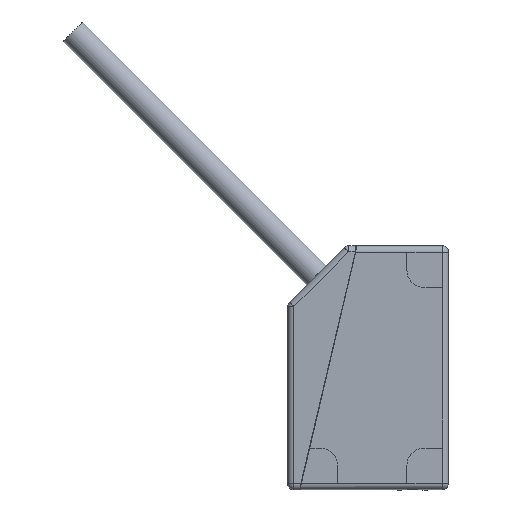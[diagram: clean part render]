
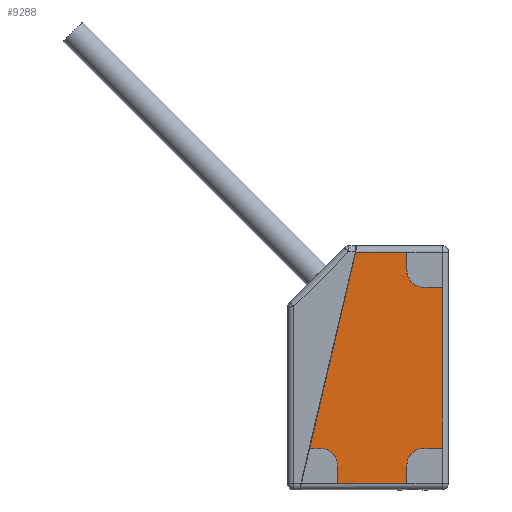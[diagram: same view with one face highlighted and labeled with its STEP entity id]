
A CAD part, top view. The second image highlights one B-rep face of the part: STEP entity #9288.
In plain terms, the highlighted planar face has unit normal (0, 0, 1).
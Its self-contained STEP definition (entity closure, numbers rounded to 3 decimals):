
#299=PLANE('',#10009);
#788=FACE_OUTER_BOUND('',#1292,.T.);
#1292=EDGE_LOOP('',(#7515,#7516,#7517,#7518,#7519,#7520,#7521,#7522,#7523,
#7524,#7525,#7526,#7527));
#1936=CIRCLE('',#10010,2.8);
#1937=CIRCLE('',#10011,2.8);
#1938=CIRCLE('',#10012,2.8);
#2533=LINE('',#16303,#3272);
#2537=LINE('',#16329,#3276);
#2547=LINE('',#16364,#3286);
#2553=LINE('',#16384,#3292);
#2554=LINE('',#16386,#3293);
#2555=LINE('',#16388,#3294);
#2556=LINE('',#16391,#3295);
#2557=LINE('',#16393,#3296);
#2558=LINE('',#16396,#3297);
#2559=LINE('',#16398,#3298);
#3272=VECTOR('',#11816,11.425);
#3276=VECTOR('',#11826,8.432);
#3286=VECTOR('',#11856,33.073);
#3292=VECTOR('',#11866,3.);
#3293=VECTOR('',#11867,26.4);
#3294=VECTOR('',#11868,3.);
#3295=VECTOR('',#11871,3.);
#3296=VECTOR('',#11872,1.758);
#3297=VECTOR('',#11875,3.);
#3298=VECTOR('',#11876,3.);
#4154=VERTEX_POINT('',#16300);
#4155=VERTEX_POINT('',#16302);
#4158=VERTEX_POINT('',#16316);
#4162=VERTEX_POINT('',#16324);
#4173=VERTEX_POINT('',#16362);
#4176=VERTEX_POINT('',#16382);
#4177=VERTEX_POINT('',#16383);
#4178=VERTEX_POINT('',#16385);
#4179=VERTEX_POINT('',#16387);
#4180=VERTEX_POINT('',#16389);
#4181=VERTEX_POINT('',#16392);
#4182=VERTEX_POINT('',#16394);
#4183=VERTEX_POINT('',#16397);
#5329=EDGE_CURVE('',#4155,#4154,#2533,.T.);
#5338=EDGE_CURVE('',#4158,#4162,#2537,.T.);
#5355=EDGE_CURVE('',#4162,#4173,#2547,.T.);
#5363=EDGE_CURVE('',#4176,#4177,#2553,.T.);
#5364=EDGE_CURVE('',#4176,#4178,#2554,.T.);
#5365=EDGE_CURVE('',#4179,#4178,#2555,.T.);
#5366=EDGE_CURVE('',#4180,#4179,#1936,.T.);
#5367=EDGE_CURVE('',#4158,#4180,#2556,.T.);
#5368=EDGE_CURVE('',#4181,#4173,#2557,.T.);
#5369=EDGE_CURVE('',#4182,#4181,#1937,.T.);
#5370=EDGE_CURVE('',#4155,#4182,#2558,.T.);
#5371=EDGE_CURVE('',#4183,#4154,#2559,.T.);
#5372=EDGE_CURVE('',#4177,#4183,#1938,.T.);
#7515=ORIENTED_EDGE('',*,*,#5363,.F.);
#7516=ORIENTED_EDGE('',*,*,#5364,.T.);
#7517=ORIENTED_EDGE('',*,*,#5365,.F.);
#7518=ORIENTED_EDGE('',*,*,#5366,.F.);
#7519=ORIENTED_EDGE('',*,*,#5367,.F.);
#7520=ORIENTED_EDGE('',*,*,#5338,.T.);
#7521=ORIENTED_EDGE('',*,*,#5355,.T.);
#7522=ORIENTED_EDGE('',*,*,#5368,.F.);
#7523=ORIENTED_EDGE('',*,*,#5369,.F.);
#7524=ORIENTED_EDGE('',*,*,#5370,.F.);
#7525=ORIENTED_EDGE('',*,*,#5329,.T.);
#7526=ORIENTED_EDGE('',*,*,#5371,.F.);
#7527=ORIENTED_EDGE('',*,*,#5372,.F.);
#9288=ADVANCED_FACE('',(#788),#299,.T.);
#10009=AXIS2_PLACEMENT_3D('',#16381,#11864,#11865);
#10010=AXIS2_PLACEMENT_3D('',#16390,#11869,#11870);
#10011=AXIS2_PLACEMENT_3D('',#16395,#11873,#11874);
#10012=AXIS2_PLACEMENT_3D('',#16399,#11877,#11878);
#11816=DIRECTION('',(1.,0.,0.));
#11826=DIRECTION('',(-1.,0.,0.));
#11856=DIRECTION('',(-0.228,-0.974,0.));
#11864=DIRECTION('center_axis',(0.,0.,1.));
#11865=DIRECTION('ref_axis',(1.,0.,0.));
#11866=DIRECTION('',(-1.,0.,0.));
#11867=DIRECTION('',(0.,1.,0.));
#11868=DIRECTION('',(1.,0.,0.));
#11869=DIRECTION('center_axis',(0.,0.,1.));
#11870=DIRECTION('ref_axis',(1.,0.,0.));
#11871=DIRECTION('',(0.,-1.,0.));
#11872=DIRECTION('',(-1.,0.,0.));
#11873=DIRECTION('center_axis',(0.,0.,1.));
#11874=DIRECTION('ref_axis',(-1.,0.,0.));
#11875=DIRECTION('',(0.,1.,0.));
#11876=DIRECTION('',(0.,-1.,0.));
#11877=DIRECTION('center_axis',(0.,0.,1.));
#11878=DIRECTION('ref_axis',(-1.,0.,0.));
#16300=CARTESIAN_POINT('',(-6.8,-19.,5.8));
#16302=CARTESIAN_POINT('',(-18.225,-19.,5.8));
#16303=CARTESIAN_POINT('',(-18.225,-19.,5.8));
#16316=CARTESIAN_POINT('',(-6.8,19.,5.8));
#16324=CARTESIAN_POINT('',(-15.232,19.,5.8));
#16329=CARTESIAN_POINT('',(-6.8,19.,5.8));
#16362=CARTESIAN_POINT('',(-22.783,-13.2,5.8));
#16364=CARTESIAN_POINT('',(-15.232,19.,5.8));
#16381=CARTESIAN_POINT('Origin',(0.,-20.,5.8));
#16382=CARTESIAN_POINT('',(-1.,-13.2,5.8));
#16383=CARTESIAN_POINT('',(-4.,-13.2,5.8));
#16384=CARTESIAN_POINT('',(-1.,-13.2,5.8));
#16385=CARTESIAN_POINT('',(-1.,13.2,5.8));
#16386=CARTESIAN_POINT('',(-1.,-13.2,5.8));
#16387=CARTESIAN_POINT('',(-4.,13.2,5.8));
#16388=CARTESIAN_POINT('',(-4.,13.2,5.8));
#16389=CARTESIAN_POINT('',(-6.8,16.,5.8));
#16390=CARTESIAN_POINT('Origin',(-4.,16.,5.8));
#16391=CARTESIAN_POINT('',(-6.8,19.,5.8));
#16392=CARTESIAN_POINT('',(-21.025,-13.2,5.8));
#16393=CARTESIAN_POINT('',(-21.025,-13.2,5.8));
#16394=CARTESIAN_POINT('',(-18.225,-16.,5.8));
#16395=CARTESIAN_POINT('Origin',(-21.025,-16.,5.8));
#16396=CARTESIAN_POINT('',(-18.225,-19.,5.8));
#16397=CARTESIAN_POINT('',(-6.8,-16.,5.8));
#16398=CARTESIAN_POINT('',(-6.8,-16.,5.8));
#16399=CARTESIAN_POINT('Origin',(-4.,-16.,5.8));
